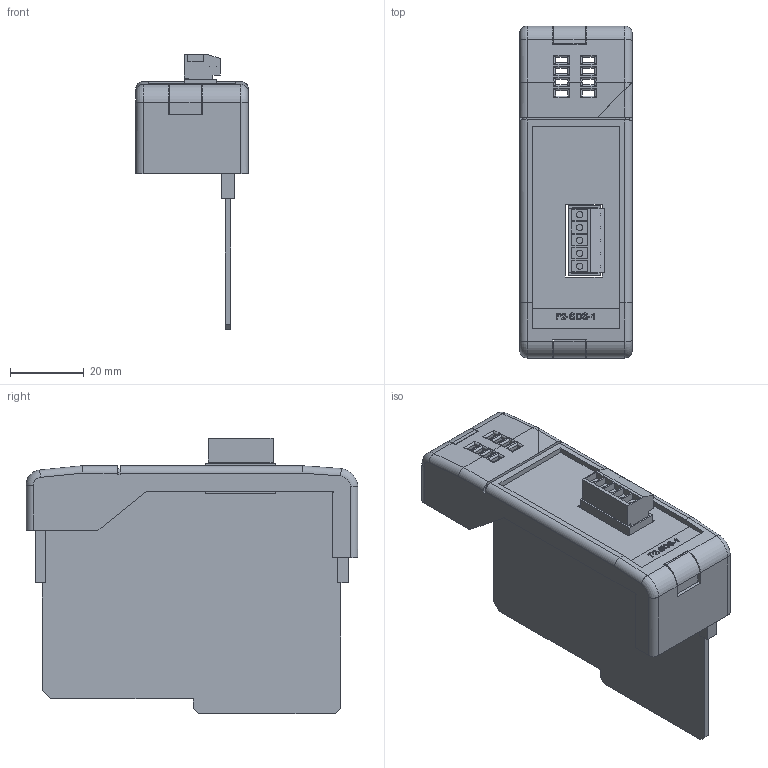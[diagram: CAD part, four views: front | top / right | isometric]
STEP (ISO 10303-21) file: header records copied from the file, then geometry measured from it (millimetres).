
FILE_DESCRIPTION (( 'STEP AP214' ), '1' );
FILE_NAME ('F2-SDS-1.STEP', '2011-02-09T13:20:09', ( ' ' ), ( ' ' ), 'SwSTEP 2.0', 'SolidWorks 2009', '' );
FILE_SCHEMA (( 'AUTOMOTIVE_DESIGN' ));
Length unit declared in the file: millimetre
Products named in the file (1): F2-SDS-1
Bounding box: 30.55 x 90 x 74.77 mm (x, y, z)
Volume: 19276.2 mm3; surface area: 28992.6 mm2
Topology: 7 solids, 7 shells, 535 faces, 1519 edges, 998 vertices
Faces by surface type: plane 346, cylinder 129, bspline 51, torus 9
Entity records: 25848 total; most frequent: CARTESIAN_POINT 6300, ORIENTED_EDGE 3038, DIRECTION 2544, EDGE_CURVE 1519, VECTOR 1100, LINE 1100, VERTEX_POINT 998, AXIS2_PLACEMENT_3D 722
